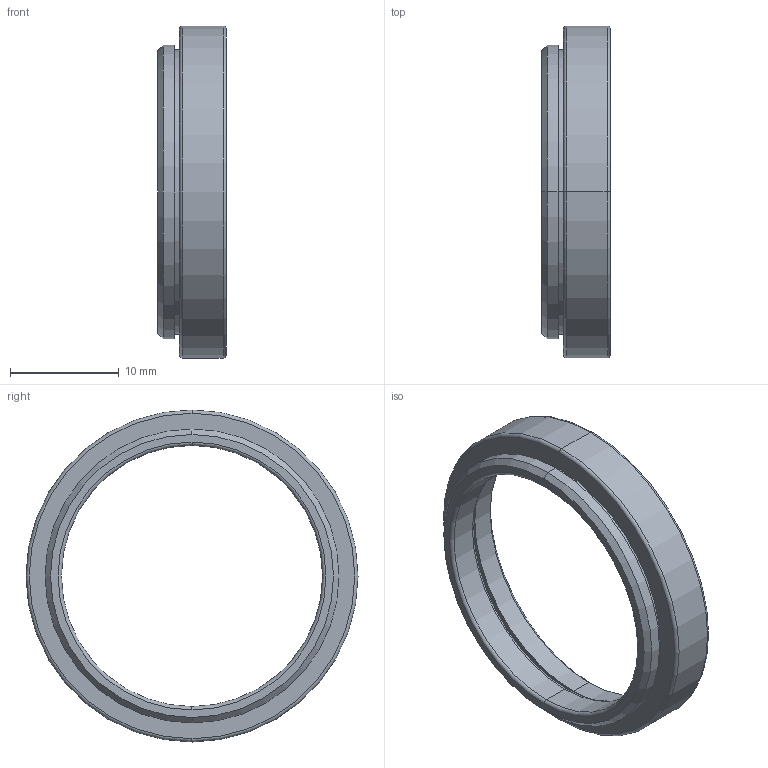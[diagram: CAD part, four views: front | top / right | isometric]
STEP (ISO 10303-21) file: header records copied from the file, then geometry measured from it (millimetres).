
FILE_DESCRIPTION (( 'STEP AP203' ), '1' );
FILE_NAME ('TA1-M27B.STEP', '2025-10-17T02:47:04', ( '' ), ( '' ), 'SwSTEP 2.0', 'SolidWorks 2020', '' );
FILE_SCHEMA (( 'CONFIG_CONTROL_DESIGN' ));
Length unit declared in the file: millimetre
Products named in the file (1): TA1-M27B
Bounding box: 6.3 x 30.5 x 30.5 mm (x, y, z)
Volume: 1130.4 mm3; surface area: 1749.6 mm2
Topology: 1 solids, 1 shells, 314 faces, 849 edges, 562 vertices
Faces by surface type: plane 221, bspline 69, cylinder 12, torus 8, cone 4
Entity records: 11400 total; most frequent: CARTESIAN_POINT 4615, ORIENTED_EDGE 1698, DIRECTION 863, EDGE_CURVE 849, VERTEX_POINT 562, B_SPLINE_CURVE_WITH_KNOTS 522, EDGE_LOOP 341, ADVANCED_FACE 314
